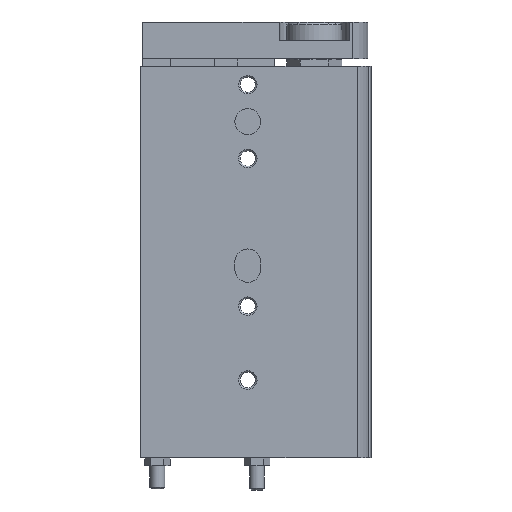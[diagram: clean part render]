
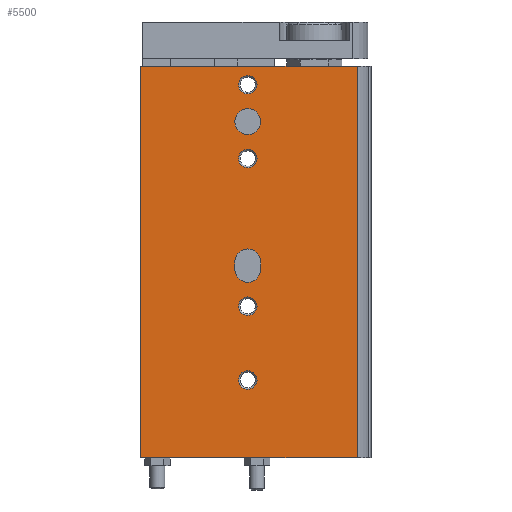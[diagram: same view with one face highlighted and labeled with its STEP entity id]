
A CAD part, front view. The second image highlights one B-rep face of the part: STEP entity #5500.
In plain terms, the highlighted planar face has unit normal (0, -1, 0).
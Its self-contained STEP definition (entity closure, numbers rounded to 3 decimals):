
#320=CIRCLE('',#5930,2.5);
#321=CIRCLE('',#5931,2.5);
#322=CIRCLE('',#5932,2.5);
#323=CIRCLE('',#5933,2.5);
#324=CIRCLE('',#5934,3.5);
#325=CIRCLE('',#5935,3.5);
#326=CIRCLE('',#5936,3.5);
#708=ORIENTED_EDGE('',*,*,#2233,.F.);
#709=ORIENTED_EDGE('',*,*,#2234,.F.);
#710=ORIENTED_EDGE('',*,*,#2235,.F.);
#711=ORIENTED_EDGE('',*,*,#2236,.F.);
#712=ORIENTED_EDGE('',*,*,#2237,.F.);
#713=ORIENTED_EDGE('',*,*,#2238,.F.);
#714=ORIENTED_EDGE('',*,*,#2239,.F.);
#715=ORIENTED_EDGE('',*,*,#2240,.F.);
#716=ORIENTED_EDGE('',*,*,#2241,.F.);
#717=ORIENTED_EDGE('',*,*,#2175,.T.);
#718=ORIENTED_EDGE('',*,*,#2242,.F.);
#719=ORIENTED_EDGE('',*,*,#2243,.F.);
#720=ORIENTED_EDGE('',*,*,#2231,.T.);
#2175=EDGE_CURVE('',#2944,#2943,#3459,.T.);
#2231=EDGE_CURVE('',#2986,#2944,#3489,.T.);
#2233=EDGE_CURVE('',#2987,#2987,#320,.T.);
#2234=EDGE_CURVE('',#2988,#2988,#321,.T.);
#2235=EDGE_CURVE('',#2989,#2989,#322,.T.);
#2236=EDGE_CURVE('',#2990,#2990,#323,.T.);
#2237=EDGE_CURVE('',#2991,#2992,#3490,.T.);
#2238=EDGE_CURVE('',#2993,#2991,#324,.F.);
#2239=EDGE_CURVE('',#2994,#2993,#3491,.T.);
#2240=EDGE_CURVE('',#2992,#2994,#325,.F.);
#2241=EDGE_CURVE('',#2995,#2995,#326,.F.);
#2242=EDGE_CURVE('',#2996,#2943,#3492,.T.);
#2243=EDGE_CURVE('',#2986,#2996,#3493,.T.);
#2943=VERTEX_POINT('',#8336);
#2944=VERTEX_POINT('',#8338);
#2986=VERTEX_POINT('',#8450);
#2987=VERTEX_POINT('',#8454);
#2988=VERTEX_POINT('',#8456);
#2989=VERTEX_POINT('',#8458);
#2990=VERTEX_POINT('',#8460);
#2991=VERTEX_POINT('',#8462);
#2992=VERTEX_POINT('',#8463);
#2993=VERTEX_POINT('',#8465);
#2994=VERTEX_POINT('',#8467);
#2995=VERTEX_POINT('',#8470);
#2996=VERTEX_POINT('',#8472);
#3459=LINE('',#8337,#3903);
#3489=LINE('',#8449,#3933);
#3490=LINE('',#8461,#3934);
#3491=LINE('',#8466,#3935);
#3492=LINE('',#8471,#3936);
#3493=LINE('',#8473,#3937);
#3903=VECTOR('',#6591,1000.);
#3933=VECTOR('',#6701,1000.);
#3934=VECTOR('',#6714,1000.);
#3935=VECTOR('',#6717,1000.);
#3936=VECTOR('',#6722,1000.);
#3937=VECTOR('',#6723,1000.);
#4333=EDGE_LOOP('',(#708));
#4334=EDGE_LOOP('',(#709));
#4335=EDGE_LOOP('',(#710));
#4336=EDGE_LOOP('',(#711));
#4337=EDGE_LOOP('',(#712,#713,#714,#715));
#4338=EDGE_LOOP('',(#716));
#4339=EDGE_LOOP('',(#717,#718,#719,#720));
#4822=FACE_BOUND('',#4333,.T.);
#4823=FACE_BOUND('',#4334,.T.);
#4824=FACE_BOUND('',#4335,.T.);
#4825=FACE_BOUND('',#4336,.T.);
#4826=FACE_BOUND('',#4337,.T.);
#4827=FACE_BOUND('',#4338,.T.);
#4828=FACE_BOUND('',#4339,.T.);
#5290=PLANE('',#5929);
#5500=ADVANCED_FACE('',(#4822,#4823,#4824,#4825,#4826,#4827,#4828),#5290,
 .F.);
#5929=AXIS2_PLACEMENT_3D('',#8452,#6704,#6705);
#5930=AXIS2_PLACEMENT_3D('',#8453,#6706,#6707);
#5931=AXIS2_PLACEMENT_3D('',#8455,#6708,#6709);
#5932=AXIS2_PLACEMENT_3D('',#8457,#6710,#6711);
#5933=AXIS2_PLACEMENT_3D('',#8459,#6712,#6713);
#5934=AXIS2_PLACEMENT_3D('',#8464,#6715,#6716);
#5935=AXIS2_PLACEMENT_3D('',#8468,#6718,#6719);
#5936=AXIS2_PLACEMENT_3D('',#8469,#6720,#6721);
#6591=DIRECTION('',(0.,0.,-1.));
#6701=DIRECTION('',(-1.,0.,0.));
#6704=DIRECTION('',(0.,1.,0.));
#6705=DIRECTION('',(0.,0.,1.));
#6706=DIRECTION('',(0.,-1.,0.));
#6707=DIRECTION('',(0.,0.,-1.));
#6708=DIRECTION('',(0.,-1.,0.));
#6709=DIRECTION('',(0.,0.,-1.));
#6710=DIRECTION('',(0.,-1.,0.));
#6711=DIRECTION('',(0.,0.,-1.));
#6712=DIRECTION('',(0.,-1.,0.));
#6713=DIRECTION('',(0.,0.,-1.));
#6714=DIRECTION('',(1.,0.,0.));
#6715=DIRECTION('',(0.,1.,0.));
#6716=DIRECTION('',(0.,0.,1.));
#6717=DIRECTION('',(-1.,0.,0.));
#6718=DIRECTION('',(0.,1.,0.));
#6719=DIRECTION('',(0.,0.,1.));
#6720=DIRECTION('',(0.,1.,0.));
#6721=DIRECTION('',(0.,0.,1.));
#6722=DIRECTION('',(-1.,0.,0.));
#6723=DIRECTION('',(0.,0.,-1.));
#8336=CARTESIAN_POINT('',(0.,0.,-31.25));
#8337=CARTESIAN_POINT('',(0.,0.,27.377));
#8338=CARTESIAN_POINT('',(0.,0.,27.377));
#8449=CARTESIAN_POINT('',(106.,0.,27.377));
#8450=CARTESIAN_POINT('',(106.,0.,27.377));
#8452=CARTESIAN_POINT('',(106.,0.,27.377));
#8453=CARTESIAN_POINT('',(85.,0.,-2.25));
#8454=CARTESIAN_POINT('',(85.,0.,-4.75));
#8455=CARTESIAN_POINT('',(65.,0.,-2.25));
#8456=CARTESIAN_POINT('',(65.,0.,-4.75));
#8457=CARTESIAN_POINT('',(25.,0.,-2.25));
#8458=CARTESIAN_POINT('',(25.,0.,-4.75));
#8459=CARTESIAN_POINT('',(5.,0.,-2.25));
#8460=CARTESIAN_POINT('',(5.,0.,-4.75));
#8461=CARTESIAN_POINT('',(106.,0.,-5.75));
#8462=CARTESIAN_POINT('',(53.,0.,-5.75));
#8463=CARTESIAN_POINT('',(55.,0.,-5.75));
#8464=CARTESIAN_POINT('',(53.,0.,-2.25));
#8465=CARTESIAN_POINT('',(53.,0.,1.25));
#8466=CARTESIAN_POINT('',(106.,0.,1.25));
#8467=CARTESIAN_POINT('',(55.,0.,1.25));
#8468=CARTESIAN_POINT('',(55.,0.,-2.25));
#8469=CARTESIAN_POINT('',(15.,0.,-2.25));
#8470=CARTESIAN_POINT('',(15.,0.,1.25));
#8471=CARTESIAN_POINT('',(106.,0.,-31.25));
#8472=CARTESIAN_POINT('',(106.,0.,-31.25));
#8473=CARTESIAN_POINT('',(106.,0.,27.377));
